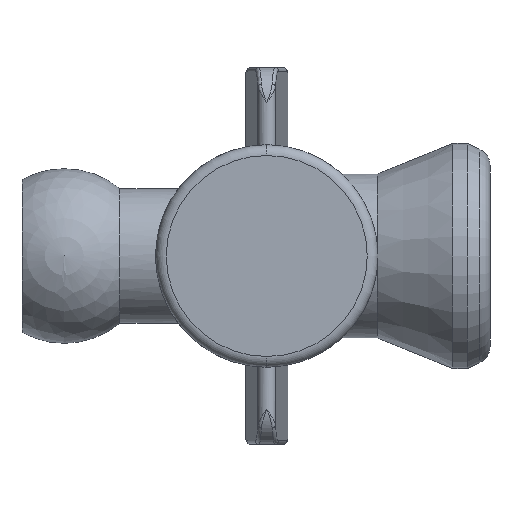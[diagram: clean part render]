
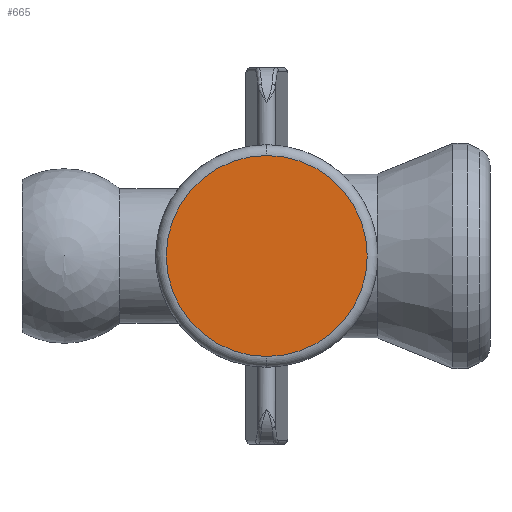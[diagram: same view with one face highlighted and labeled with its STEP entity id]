
A CAD part, front view. The second image highlights one B-rep face of the part: STEP entity #665.
In plain terms, the highlighted planar face has unit normal (0, -1, 0).
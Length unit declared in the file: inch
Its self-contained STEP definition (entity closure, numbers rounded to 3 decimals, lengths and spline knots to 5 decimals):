
#254 = VERTEX_POINT ( 'NONE', #5368 ) ;
#255 = EDGE_CURVE ( 'NONE', #254, #291, #5366, .T. ) ;
#291 = VERTEX_POINT ( 'NONE', #5918 ) ;
#645 = ORIENTED_EDGE ( 'NONE', *, *, #646, .T. ) ;
#646 = EDGE_CURVE ( 'NONE', #291, #254, #6691, .T. ) ;
#665 = ADVANCED_FACE ( 'NONE', ( #6727 ), #6731, .T. ) ;
#666 = EDGE_LOOP ( 'NONE', ( #667, #645 ) ) ;
#667 = ORIENTED_EDGE ( 'NONE', *, *, #255, .T. ) ;
#5362 = DIRECTION ( 'NONE',  ( 0., 0., -1. ) ) ;
#5363 = DIRECTION ( 'NONE',  ( 0., -1., 0. ) ) ;
#5364 = CARTESIAN_POINT ( 'NONE',  ( -0.633, -0.441, 0. ) ) ;
#5365 = AXIS2_PLACEMENT_3D ( 'NONE', #5364, #5363, #5362 ) ;
#5366 = CIRCLE ( 'NONE', #5365, 0.285 ) ;
#5368 = CARTESIAN_POINT ( 'NONE',  ( -0.633, -0.441, -0.285 ) ) ;
#5918 = CARTESIAN_POINT ( 'NONE',  ( -0.633, -0.441, 0.285 ) ) ;
#6683 = DIRECTION ( 'NONE',  ( 0., 0., -1. ) ) ;
#6684 = DIRECTION ( 'NONE',  ( 0., -1., 0. ) ) ;
#6685 = CARTESIAN_POINT ( 'NONE',  ( -0.633, -0.441, 0. ) ) ;
#6686 = AXIS2_PLACEMENT_3D ( 'NONE', #6685, #6684, #6683 ) ;
#6691 = CIRCLE ( 'NONE', #6686, 0.285 ) ;
#6723 = DIRECTION ( 'NONE',  ( 0., 0., -1. ) ) ;
#6724 = DIRECTION ( 'NONE',  ( 0., -1., 0. ) ) ;
#6725 = CARTESIAN_POINT ( 'NONE',  ( -0.348, -0.441, 0. ) ) ;
#6726 = AXIS2_PLACEMENT_3D ( 'NONE', #6725, #6724, #6723 ) ;
#6727 = FACE_OUTER_BOUND ( 'NONE', #666, .T. ) ;
#6731 = PLANE ( 'NONE',  #6726 ) ;
